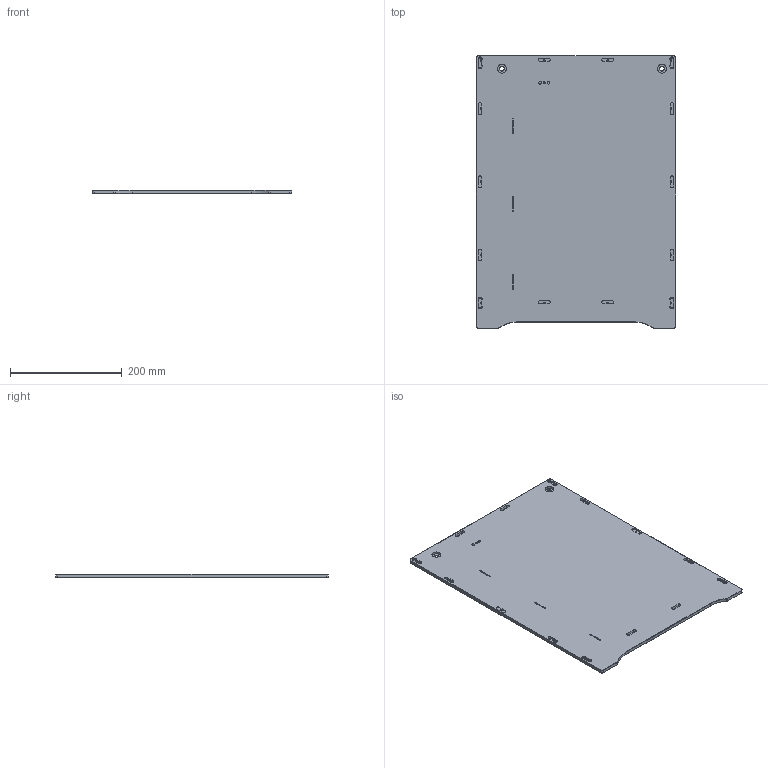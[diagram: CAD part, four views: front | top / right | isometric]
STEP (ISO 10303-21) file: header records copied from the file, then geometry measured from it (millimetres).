
FILE_DESCRIPTION (( 'STEP AP203' ), '1' );
FILE_NAME ('2184-I_0.step', '2017-06-15T07:23:31', ( '' ), ( '' ), 'SwSTEP 2.0', 'SolidWorks 2016', '' );
FILE_SCHEMA (( 'CONFIG_CONTROL_DESIGN' ));
Length unit declared in the file: millimetre
Products named in the file (1): 2184-I_0
Bounding box: 357 x 488.5 x 6 mm (x, y, z)
Volume: 1018929.7 mm3; surface area: 356428.1 mm2
Topology: 1 solids, 1 shells, 253 faces, 688 edges, 444 vertices
Faces by surface type: cylinder 124, plane 113, cone 16
Entity records: 8187 total; most frequent: DIRECTION 1488, CARTESIAN_POINT 1386, ORIENTED_EDGE 1376, EDGE_CURVE 688, AXIS2_PLACEMENT_3D 546, VERTEX_POINT 444, VECTOR 396, LINE 396
